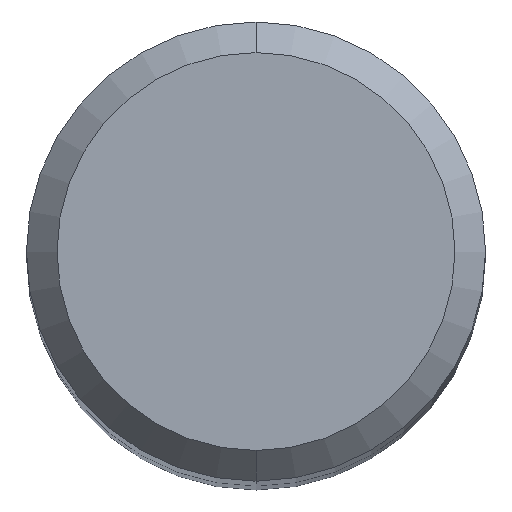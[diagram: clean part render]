
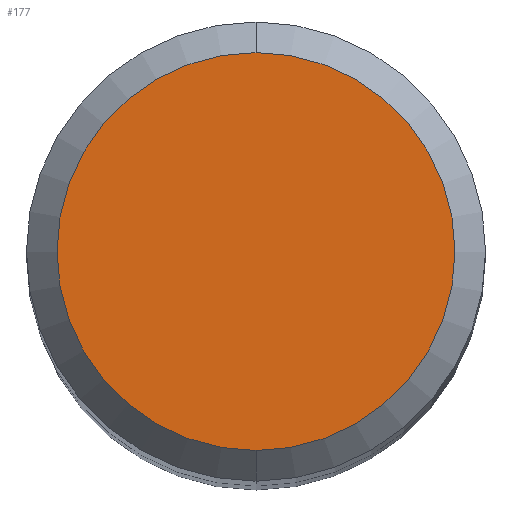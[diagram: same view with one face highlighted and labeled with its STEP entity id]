
A CAD part, top view. The second image highlights one B-rep face of the part: STEP entity #177.
In plain terms, the highlighted planar face has unit normal (0, 0, 1).
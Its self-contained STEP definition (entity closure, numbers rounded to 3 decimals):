
#177=ADVANCED_FACE('',(#468),#469,.T.);
#215=VERTEX_POINT('',#509);
#367=VERTEX_POINT('',#675);
#409=EDGE_CURVE('',#215,#367,#723,.T.);
#415=EDGE_CURVE('',#367,#215,#730,.T.);
#468=FACE_OUTER_BOUND('',#791,.T.);
#469=PLANE('',#792);
#509=CARTESIAN_POINT('',(0.0,2.6,0.0));
#675=CARTESIAN_POINT('',(0.,-2.6,0.0));
#723=CIRCLE('',#1312,2.6);
#730=CIRCLE('',#1319,2.6);
#791=EDGE_LOOP('',(#1381,#1382));
#792=AXIS2_PLACEMENT_3D('',#1383,#1384,#1385);
#1312=AXIS2_PLACEMENT_3D('',#1641,#1642,#1643);
#1319=AXIS2_PLACEMENT_3D('',#1660,#1661,#1662);
#1381=ORIENTED_EDGE('',*,*,#409,.F.);
#1382=ORIENTED_EDGE('',*,*,#415,.F.);
#1383=CARTESIAN_POINT('',(0.0,1.3,0.0));
#1384=DIRECTION('',(-0.0,0.0,1.0));
#1385=DIRECTION('',(0.0,-1.0,0.0));
#1641=CARTESIAN_POINT('',(0.0,0.0,0.0));
#1642=DIRECTION('',(0.0,0.0,-1.0));
#1643=DIRECTION('',(0.0,1.0,0.0));
#1660=CARTESIAN_POINT('',(0.0,0.0,0.0));
#1661=DIRECTION('',(0.0,0.0,-1.0));
#1662=DIRECTION('',(0.0,1.0,0.0));
